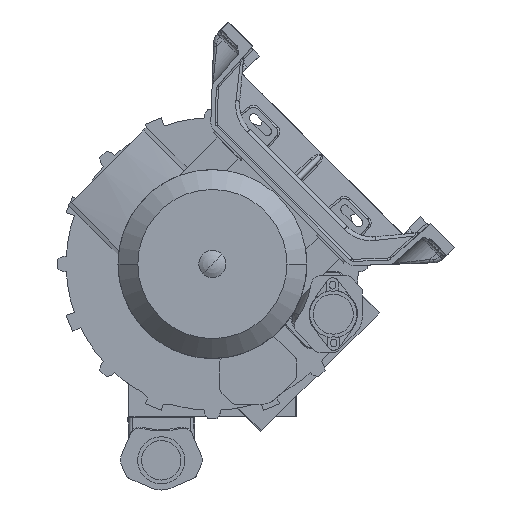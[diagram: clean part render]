
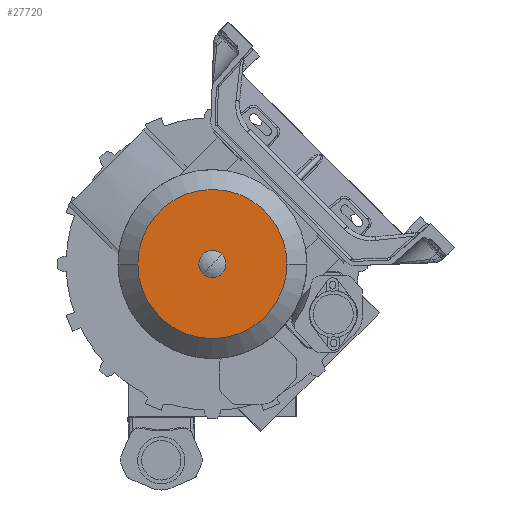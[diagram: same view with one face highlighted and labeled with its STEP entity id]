
A CAD part, front view. The second image highlights one B-rep face of the part: STEP entity #27720.
In plain terms, the highlighted planar face has unit normal (0, -1, 0).
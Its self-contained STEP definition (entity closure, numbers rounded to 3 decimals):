
#7861=CARTESIAN_POINT('',(0.,-538.5,0.));
#7862=DIRECTION('',(0.,-1.,0.));
#7863=DIRECTION('',(1.,0.,0.));
#7864=AXIS2_PLACEMENT_3D('',#7861,#7862,#7863);
#7866=CARTESIAN_POINT('',(0.,-538.5,
0.));
#7867=DIRECTION('',(0.,-1.,0.));
#7868=DIRECTION('',(-1.,0.,0.));
#7869=AXIS2_PLACEMENT_3D('',#7866,#7867,#7868);
#7871=CARTESIAN_POINT('',(0.,-538.5,0.));
#7872=DIRECTION('',(0.,1.,0.));
#7873=DIRECTION('',(-0.707,0.,-0.707));
#7874=AXIS2_PLACEMENT_3D('',#7871,#7872,#7873);
#7876=CARTESIAN_POINT('',(0.,-538.5,0.));
#7877=DIRECTION('',(0.,1.,0.));
#7878=DIRECTION('',(0.707,0.,0.707));
#7879=AXIS2_PLACEMENT_3D('',#7876,#7877,#7878);
#14326=CARTESIAN_POINT('',(105.,-538.5,0.));
#14327=CARTESIAN_POINT('',(-105.,-538.5,0.));
#14328=VERTEX_POINT('',#14326);
#14329=VERTEX_POINT('',#14327);
#14480=CARTESIAN_POINT('',(-13.435,-538.5,-13.435));
#14481=CARTESIAN_POINT('',(13.435,-538.5,13.435));
#14482=VERTEX_POINT('',#14480);
#14483=VERTEX_POINT('',#14481);
#27704=CARTESIAN_POINT('',(0.,-538.5,0.));
#27705=DIRECTION('',(0.,-1.,0.));
#27706=DIRECTION('',(1.,0.,0.));
#27707=AXIS2_PLACEMENT_3D('',#27704,#27705,#27706);
#27708=PLANE('',#27707);
#27709=ORIENTED_EDGE('',*,*,#27694,.F.);
#27711=ORIENTED_EDGE('',*,*,#27710,.F.);
#27712=EDGE_LOOP('',(#27709,#27711));
#27713=FACE_OUTER_BOUND('',#27712,.F.);
#27715=ORIENTED_EDGE('',*,*,#27714,.F.);
#27717=ORIENTED_EDGE('',*,*,#27716,.F.);
#27718=EDGE_LOOP('',(#27715,#27717));
#27719=FACE_BOUND('',#27718,.F.);
#27720=ADVANCED_FACE('',(#27713,#27719),#27708,.T.);
#7865=CIRCLE('',#7864,105.);
#7870=CIRCLE('',#7869,105.);
#7875=CIRCLE('',#7874,19.);
#7880=CIRCLE('',#7879,19.);
#27694=EDGE_CURVE('',#14328,#14329,#7865,.T.);
#27710=EDGE_CURVE('',#14329,#14328,#7870,.T.);
#27714=EDGE_CURVE('',#14482,#14483,#7875,.T.);
#27716=EDGE_CURVE('',#14483,#14482,#7880,.T.);
